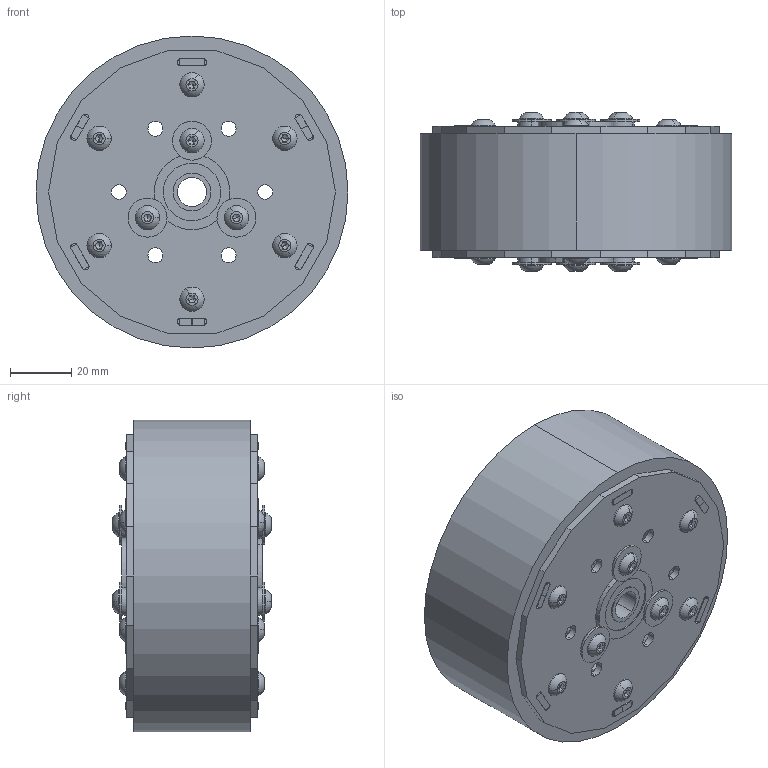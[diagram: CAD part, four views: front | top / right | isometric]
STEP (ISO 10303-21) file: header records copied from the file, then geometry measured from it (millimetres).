
FILE_DESCRIPTION (( 'STEP AP203' ), '1' );
FILE_NAME ('IFI-WHEEL-ASSY-415-38.STEP', '2006-11-08T19:19:39', ( 'Innovation First, Inc.' ), ( 'Innovation First, Inc.' ), 'SwSTEP 2.0', 'SolidWorks 2006052', '' );
FILE_SCHEMA (( 'CONFIG_CONTROL_DESIGN' ));
Length unit declared in the file: inch
Products named in the file (10): Nylock 8-32; WFT-190-0353-062-NY; 4x15; IFI-WHEEL-ASSY-415-38; THF0832-0250-1500; SBS_SBS0832-0500SS; TB-WHEEL-RIM-415 RevH; WFT-188-050-030-SS; TB-WHEEL-HUB-438 RevG; FR6ZZ
Assembly tree (50 placements, depth 2):
  IFI-WHEEL-ASSY-415-38
    TB-WHEEL-RIM-415 RevH  x3
    WFT-190-0353-062-NY  x6
    SBS_SBS0832-0500SS  x18
    TB-WHEEL-HUB-438 RevG  x2
    THF0832-0250-1500  x6
    Nylock 8-32  x6
    WFT-188-050-030-SS  x6
    FR6ZZ  x2
    4x15
Bounding box: 101.6 x 51.77 x 101.6 mm (x, y, z)
Volume: 152518.5 mm3; surface area: 97922.5 mm2
Topology: 50 solids, 50 shells, 1192 faces, 2790 edges, 1710 vertices
Faces by surface type: plane 646, cylinder 402, cone 84, sphere 36, torus 24
Entity records: 10220 total; most frequent: DIRECTION 1484, CARTESIAN_POINT 1447, ORIENTED_EDGE 1272, EDGE_CURVE 636, AXIS2_PLACEMENT_3D 550, VERTEX_POINT 401, VECTOR 384, LINE 384
